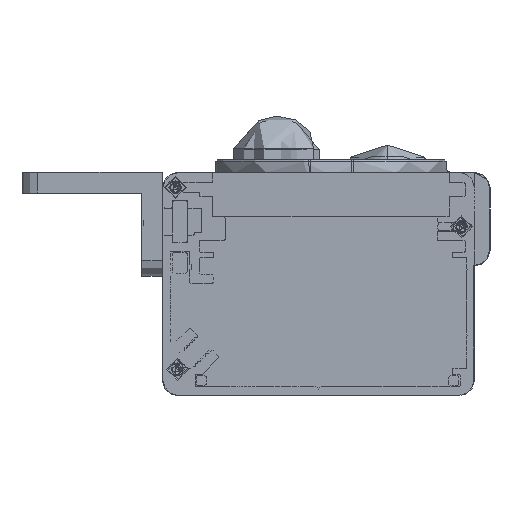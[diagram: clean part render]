
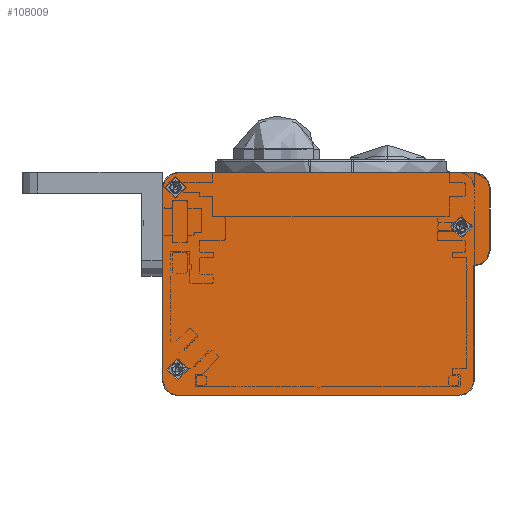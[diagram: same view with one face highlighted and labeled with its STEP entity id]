
A CAD part, front view. The second image highlights one B-rep face of the part: STEP entity #108009.
In plain terms, the highlighted planar face has unit normal (0, -1, 0).
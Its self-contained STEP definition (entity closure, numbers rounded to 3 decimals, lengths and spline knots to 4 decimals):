
#2498=FACE_BOUND('',#15047,.T.);
#2499=FACE_BOUND('',#15048,.T.);
#2500=FACE_BOUND('',#15049,.T.);
#5386=CIRCLE('',#115445,0.29);
#5391=CIRCLE('',#115452,0.29);
#5395=CIRCLE('',#115458,0.29);
#5399=CIRCLE('',#115464,0.29);
#5403=CIRCLE('',#115470,0.29);
#5408=CIRCLE('',#115482,0.21);
#5409=CIRCLE('',#115483,0.21);
#5410=CIRCLE('',#115484,0.21);
#9062=FACE_OUTER_BOUND('',#15046,.T.);
#15046=EDGE_LOOP('',(#82917,#82918,#82919,#82920,#82921,#82922,#82923,#82924,
#82925,#82926));
#15047=EDGE_LOOP('',(#82927));
#15048=EDGE_LOOP('',(#82928));
#15049=EDGE_LOOP('',(#82929));
#24027=LINE('',#179984,#35629);
#24029=LINE('',#179996,#35631);
#24031=LINE('',#180008,#35633);
#24033=LINE('',#180020,#35635);
#24036=LINE('',#180030,#35638);
#35629=VECTOR('',#133663,1.2);
#35631=VECTOR('',#133677,5.7);
#35633=VECTOR('',#133691,3.7);
#35635=VECTOR('',#133705,5.4);
#35638=VECTOR('',#133718,2.2102);
#46691=VERTEX_POINT('',#179959);
#46692=VERTEX_POINT('',#179960);
#46695=VERTEX_POINT('',#179981);
#46697=VERTEX_POINT('',#179987);
#46699=VERTEX_POINT('',#179993);
#46701=VERTEX_POINT('',#179999);
#46703=VERTEX_POINT('',#180005);
#46705=VERTEX_POINT('',#180011);
#46707=VERTEX_POINT('',#180017);
#46709=VERTEX_POINT('',#180023);
#46718=VERTEX_POINT('',#180056);
#46719=VERTEX_POINT('',#180058);
#46720=VERTEX_POINT('',#180060);
#59527=EDGE_CURVE('',#46691,#46692,#5386,.T.);
#59532=EDGE_CURVE('',#46692,#46695,#24027,.T.);
#59535=EDGE_CURVE('',#46695,#46697,#5391,.T.);
#59538=EDGE_CURVE('',#46697,#46699,#24029,.T.);
#59541=EDGE_CURVE('',#46699,#46701,#5395,.T.);
#59544=EDGE_CURVE('',#46701,#46703,#24031,.T.);
#59547=EDGE_CURVE('',#46703,#46705,#5399,.T.);
#59550=EDGE_CURVE('',#46705,#46707,#24033,.T.);
#59553=EDGE_CURVE('',#46707,#46709,#5403,.T.);
#59556=EDGE_CURVE('',#46709,#46691,#24036,.T.);
#59569=EDGE_CURVE('',#46718,#46718,#5408,.T.);
#59570=EDGE_CURVE('',#46719,#46719,#5409,.T.);
#59571=EDGE_CURVE('',#46720,#46720,#5410,.T.);
#82917=ORIENTED_EDGE('',*,*,#59527,.T.);
#82918=ORIENTED_EDGE('',*,*,#59532,.T.);
#82919=ORIENTED_EDGE('',*,*,#59535,.T.);
#82920=ORIENTED_EDGE('',*,*,#59538,.T.);
#82921=ORIENTED_EDGE('',*,*,#59541,.T.);
#82922=ORIENTED_EDGE('',*,*,#59544,.T.);
#82923=ORIENTED_EDGE('',*,*,#59547,.T.);
#82924=ORIENTED_EDGE('',*,*,#59550,.T.);
#82925=ORIENTED_EDGE('',*,*,#59553,.T.);
#82926=ORIENTED_EDGE('',*,*,#59556,.T.);
#82927=ORIENTED_EDGE('',*,*,#59569,.F.);
#82928=ORIENTED_EDGE('',*,*,#59570,.F.);
#82929=ORIENTED_EDGE('',*,*,#59571,.F.);
#99015=PLANE('',#115481);
#108009=ADVANCED_FACE('',(#9062,#2498,#2499,#2500),#99015,.F.);
#115445=AXIS2_PLACEMENT_3D('',#179961,#133653,#133654);
#115452=AXIS2_PLACEMENT_3D('',#179990,#133669,#133670);
#115458=AXIS2_PLACEMENT_3D('',#180002,#133683,#133684);
#115464=AXIS2_PLACEMENT_3D('',#180014,#133697,#133698);
#115470=AXIS2_PLACEMENT_3D('',#180026,#133711,#133712);
#115481=AXIS2_PLACEMENT_3D('',#180055,#133744,#133745);
#115482=AXIS2_PLACEMENT_3D('',#180057,#133746,#133747);
#115483=AXIS2_PLACEMENT_3D('',#180059,#133748,#133749);
#115484=AXIS2_PLACEMENT_3D('',#180061,#133750,#133751);
#133653=DIRECTION('center_axis',(0.,-1.,0.));
#133654=DIRECTION('ref_axis',(0.707,0.,-0.707));
#133663=DIRECTION('',(0.,0.,1.));
#133669=DIRECTION('center_axis',(0.,-1.,0.));
#133670=DIRECTION('ref_axis',(0.707,0.,0.707));
#133677=DIRECTION('',(-1.,0.,0.));
#133683=DIRECTION('center_axis',(0.,-1.,0.));
#133684=DIRECTION('ref_axis',(-0.707,0.,0.707));
#133691=DIRECTION('',(0.,0.,-1.));
#133697=DIRECTION('center_axis',(0.,-1.,0.));
#133698=DIRECTION('ref_axis',(-0.707,0.,-0.707));
#133705=DIRECTION('',(1.,0.,0.));
#133711=DIRECTION('center_axis',(0.,-1.,0.));
#133712=DIRECTION('ref_axis',(0.707,0.,-0.707));
#133718=DIRECTION('',(0.,0.,1.));
#133744=DIRECTION('center_axis',(0.,1.,0.));
#133745=DIRECTION('ref_axis',(-1.,0.,0.));
#133746=DIRECTION('center_axis',(0.,-1.,0.));
#133747=DIRECTION('ref_axis',(-1.,0.,0.));
#133748=DIRECTION('center_axis',(0.,-1.,0.));
#133749=DIRECTION('ref_axis',(-1.,0.,0.));
#133750=DIRECTION('center_axis',(0.,-1.,0.));
#133751=DIRECTION('ref_axis',(-1.,0.,0.));
#179959=CARTESIAN_POINT('',(2.99,-25.,2.3802));
#179960=CARTESIAN_POINT('',(3.29,-25.,2.67));
#179961=CARTESIAN_POINT('Origin',(3.,-25.,2.67));
#179981=CARTESIAN_POINT('',(3.29,-25.,3.87));
#179984=CARTESIAN_POINT('',(3.29,-25.,2.195));
#179987=CARTESIAN_POINT('',(3.,-25.,4.16));
#179990=CARTESIAN_POINT('Origin',(3.,-25.,3.87));
#179993=CARTESIAN_POINT('',(-2.7,-25.,4.16));
#179996=CARTESIAN_POINT('',(-1.5,-25.,4.16));
#179999=CARTESIAN_POINT('',(-2.99,-25.,3.87));
#180002=CARTESIAN_POINT('Origin',(-2.7,-25.,3.87));
#180005=CARTESIAN_POINT('',(-2.99,-25.,0.17));
#180008=CARTESIAN_POINT('',(-2.99,-25.,0.945));
#180011=CARTESIAN_POINT('',(-2.7,-25.,-0.12));
#180014=CARTESIAN_POINT('Origin',(-2.7,-25.,0.17));
#180017=CARTESIAN_POINT('',(2.7,-25.,-0.12));
#180020=CARTESIAN_POINT('',(1.5,-25.,-0.12));
#180023=CARTESIAN_POINT('',(2.99,-25.,0.17));
#180026=CARTESIAN_POINT('Origin',(2.7,-25.,0.17));
#180030=CARTESIAN_POINT('',(2.99,-25.,3.095));
#180055=CARTESIAN_POINT('Origin',(0.,-25.,2.02));
#180056=CARTESIAN_POINT('',(-2.919,-25.,0.38));
#180057=CARTESIAN_POINT('Origin',(-2.709,-25.,0.38));
#180058=CARTESIAN_POINT('',(2.54,-25.,3.12));
#180059=CARTESIAN_POINT('Origin',(2.75,-25.,3.12));
#180060=CARTESIAN_POINT('',(-2.96,-25.,3.88));
#180061=CARTESIAN_POINT('Origin',(-2.75,-25.,3.88));
